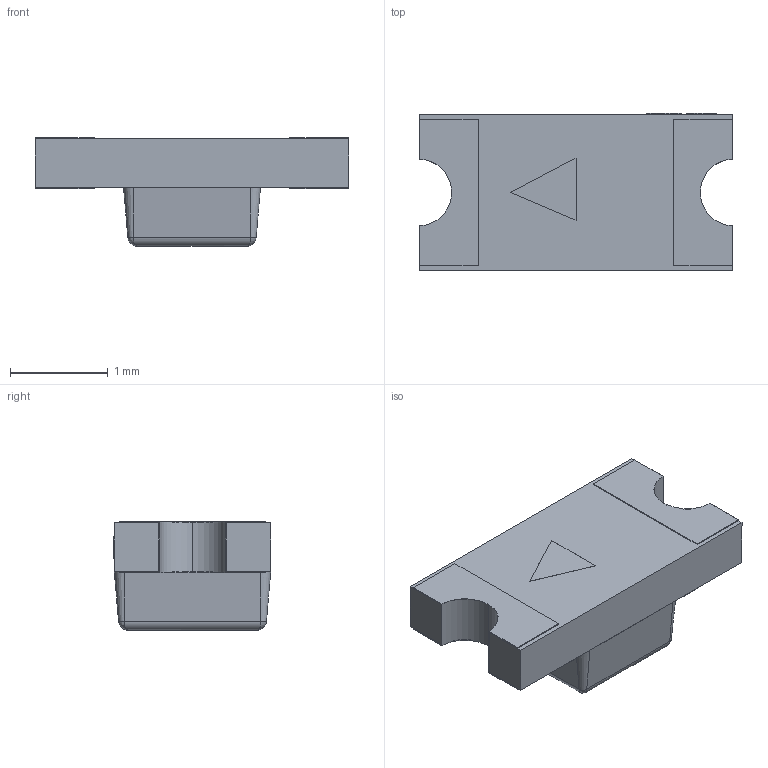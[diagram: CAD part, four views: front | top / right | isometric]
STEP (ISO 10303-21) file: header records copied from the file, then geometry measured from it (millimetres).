
FILE_DESCRIPTION (( 'STEP AP214' ), '1' );
FILE_NAME ('LED1206-RD_BLUE-GH_E6CC1206QBAC1UDA.STEP', '2022-08-03T06:25:57', ( '' ), ( '' ), 'SwSTEP 2.0', 'SolidWorks 2020', '' );
FILE_SCHEMA (( 'AUTOMOTIVE_DESIGN' ));
Length unit declared in the file: millimetre
Products named in the file (1): LED1206-RD_BLUE-GH_E6CC1206QBAC1UDA
Bounding box: 3.2 x 1.61 x 1.11 mm (x, y, z)
Volume: 3.7 mm3; surface area: 31.6 mm2
Topology: 6 solids, 6 shells, 306 faces, 811 edges, 534 vertices
Faces by surface type: plane 185, bspline 102, cylinder 15, cone 4
Entity records: 13945 total; most frequent: CARTESIAN_POINT 3650, ORIENTED_EDGE 1614, DIRECTION 1031, EDGE_CURVE 807, VECTOR 569, LINE 569, VERTEX_POINT 534, EDGE_LOOP 327
